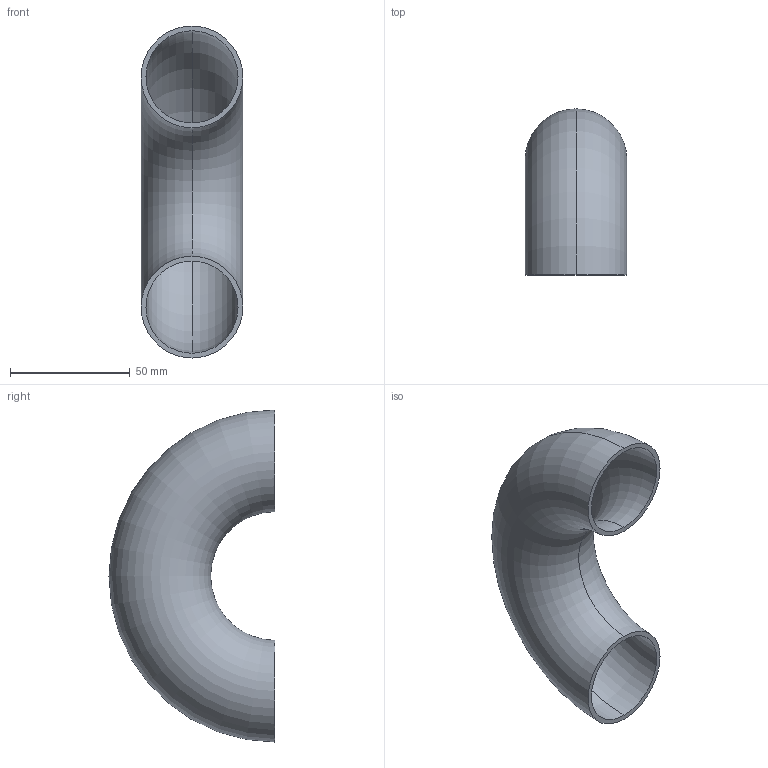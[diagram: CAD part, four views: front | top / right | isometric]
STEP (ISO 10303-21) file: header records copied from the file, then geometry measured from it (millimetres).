
FILE_DESCRIPTION (( 'STEP AP203' ), '1' );
FILE_NAME ('55174-240.step', '2018-12-17T10:23:43', ( '' ), ( '' ), 'SwSTEP 2.0', 'SolidWorks 2015', '' );
FILE_SCHEMA (( 'CONFIG_CONTROL_DESIGN' ));
Length unit declared in the file: millimetre
Products named in the file (1): 55174-240
Bounding box: 42.4 x 69.2 x 138.4 mm (x, y, z)
Volume: 38277.7 mm3; surface area: 38795.2 mm2
Topology: 1 solids, 1 shells, 222 faces, 591 edges, 394 vertices
Faces by surface type: plane 116, bspline 79, torus 27
Entity records: 10606 total; most frequent: CARTESIAN_POINT 5975, ORIENTED_EDGE 1182, EDGE_CURVE 591, DIRECTION 505, VERTEX_POINT 394, B_SPLINE_CURVE_WITH_KNOTS 386, EDGE_LOOP 247, ADVANCED_FACE 222
